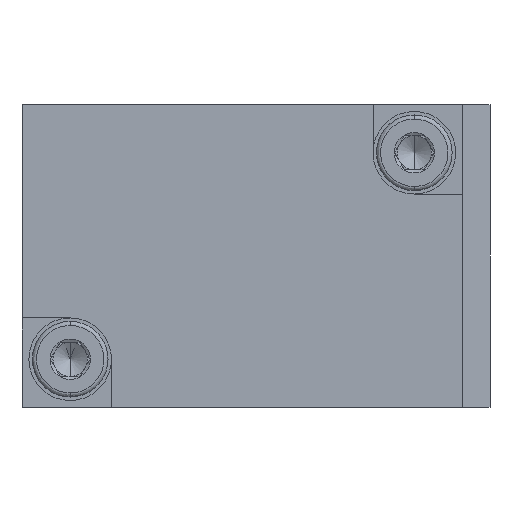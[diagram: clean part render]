
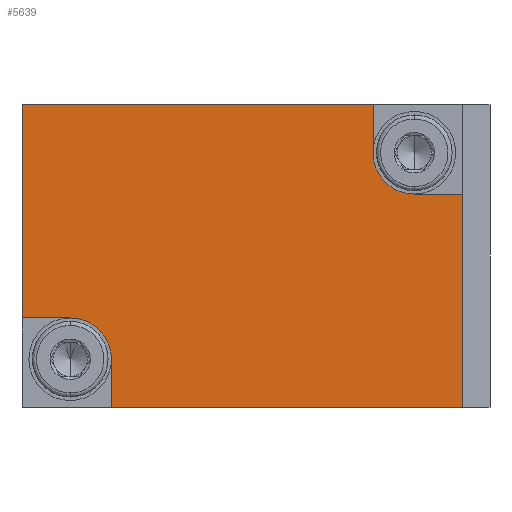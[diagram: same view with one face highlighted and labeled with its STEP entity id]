
A CAD part, front view. The second image highlights one B-rep face of the part: STEP entity #5639.
In plain terms, the highlighted planar face has unit normal (0, -1, 0).
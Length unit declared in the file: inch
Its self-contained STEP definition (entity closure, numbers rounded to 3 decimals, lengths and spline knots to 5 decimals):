
#92 = VERTEX_POINT ( 'NONE', #7386 ) ;
#374 = VERTEX_POINT ( 'NONE', #2939 ) ;
#375 = ORIENTED_EDGE ( 'NONE', *, *, #4144, .F. ) ;
#579 = VERTEX_POINT ( 'NONE', #6163 ) ;
#609 = DIRECTION ( 'NONE',  ( 0., 0., 1. ) ) ;
#627 = EDGE_CURVE ( 'NONE', #4428, #1154, #5843, .T. ) ;
#628 = CARTESIAN_POINT ( 'NONE',  ( 0.49213, 0., 0.72835 ) ) ;
#695 = CARTESIAN_POINT ( 'NONE',  ( -0.37402, 0., 0. ) ) ;
#701 = ORIENTED_EDGE ( 'NONE', *, *, #7004, .T. ) ;
#1018 = CIRCLE ( 'NONE', #3325, 0.11811 ) ;
#1019 = DIRECTION ( 'NONE',  ( -1., 0., 0. ) ) ;
#1145 = ORIENTED_EDGE ( 'NONE', *, *, #1172, .F. ) ;
#1154 = VERTEX_POINT ( 'NONE', #2022 ) ;
#1172 = EDGE_CURVE ( 'NONE', #92, #579, #1018, .T. ) ;
#1705 = CARTESIAN_POINT ( 'NONE',  ( 0.62992, 0., 0.86614 ) ) ;
#1861 = DIRECTION ( 'NONE',  ( 0., 0., -1. ) ) ;
#1879 = CARTESIAN_POINT ( 'NONE',  ( 0.62992, 0., 0. ) ) ;
#1940 = VECTOR ( 'NONE', #609, 39.37008 ) ;
#2022 = CARTESIAN_POINT ( 'NONE',  ( 0.62992, 0., 0. ) ) ;
#2104 = EDGE_LOOP ( 'NONE', ( #6086, #375, #701, #2912, #7649, #1145, #7280, #2324, #7049, #6189 ) ) ;
#2324 = ORIENTED_EDGE ( 'NONE', *, *, #627, .T. ) ;
#2348 = AXIS2_PLACEMENT_3D ( 'NONE', #1879, #4329, #3713 ) ;
#2433 = PLANE ( 'NONE',  #2348 ) ;
#2559 = VERTEX_POINT ( 'NONE', #7587 ) ;
#2747 = VECTOR ( 'NONE', #1019, 39.37008 ) ;
#2794 = EDGE_CURVE ( 'NONE', #5739, #2559, #6543, .T. ) ;
#2912 = ORIENTED_EDGE ( 'NONE', *, *, #3443, .T. ) ;
#2930 = VECTOR ( 'NONE', #3954, 39.37008 ) ;
#2939 = CARTESIAN_POINT ( 'NONE',  ( 0.37402, 0., 0.86614 ) ) ;
#3018 = LINE ( 'NONE', #5472, #5138 ) ;
#3076 = VECTOR ( 'NONE', #1861, 39.37008 ) ;
#3189 = EDGE_CURVE ( 'NONE', #2559, #7370, #3018, .T. ) ;
#3325 = AXIS2_PLACEMENT_3D ( 'NONE', #4470, #4096, #7089 ) ;
#3372 = EDGE_CURVE ( 'NONE', #4428, #92, #4273, .T. ) ;
#3443 = EDGE_CURVE ( 'NONE', #3780, #3956, #7323, .T. ) ;
#3713 = DIRECTION ( 'NONE',  ( 0., 0., -1. ) ) ;
#3780 = VERTEX_POINT ( 'NONE', #7355 ) ;
#3796 = CARTESIAN_POINT ( 'NONE',  ( 0.37402, 0., 0. ) ) ;
#3954 = DIRECTION ( 'NONE',  ( 1., 0., 0. ) ) ;
#3956 = VERTEX_POINT ( 'NONE', #5324 ) ;
#4096 = DIRECTION ( 'NONE',  ( 0., -1., 0. ) ) ;
#4144 = EDGE_CURVE ( 'NONE', #374, #5739, #7449, .T. ) ;
#4273 = LINE ( 'NONE', #695, #1940 ) ;
#4329 = DIRECTION ( 'NONE',  ( 0., 1., 0. ) ) ;
#4428 = VERTEX_POINT ( 'NONE', #5591 ) ;
#4470 = CARTESIAN_POINT ( 'NONE',  ( -0.49213, 0., 0.1378 ) ) ;
#4735 = DIRECTION ( 'NONE',  ( -1., 0., 0. ) ) ;
#4751 = AXIS2_PLACEMENT_3D ( 'NONE', #628, #7301, #7420 ) ;
#4824 = VECTOR ( 'NONE', #6452, 39.37008 ) ;
#5063 = EDGE_CURVE ( 'NONE', #579, #3956, #5219, .T. ) ;
#5138 = VECTOR ( 'NONE', #7926, 39.37008 ) ;
#5204 = LINE ( 'NONE', #6522, #2747 ) ;
#5206 = LINE ( 'NONE', #1705, #4824 ) ;
#5219 = LINE ( 'NONE', #7786, #5676 ) ;
#5324 = CARTESIAN_POINT ( 'NONE',  ( -0.62992, 0., 0.25591 ) ) ;
#5404 = VECTOR ( 'NONE', #6243, 39.37008 ) ;
#5472 = CARTESIAN_POINT ( 'NONE',  ( 0.62992, 0., 0.61024 ) ) ;
#5564 = CARTESIAN_POINT ( 'NONE',  ( 0.37402, 0., 0.72835 ) ) ;
#5591 = CARTESIAN_POINT ( 'NONE',  ( -0.37402, 0., 0. ) ) ;
#5639 = ADVANCED_FACE ( 'NONE', ( #7932 ), #2433, .F. ) ;
#5676 = VECTOR ( 'NONE', #4735, 39.37008 ) ;
#5680 = CARTESIAN_POINT ( 'NONE',  ( 0.62992, 0., 0. ) ) ;
#5739 = VERTEX_POINT ( 'NONE', #5564 ) ;
#5750 = CARTESIAN_POINT ( 'NONE',  ( 0.62992, 0., 0.61024 ) ) ;
#5843 = LINE ( 'NONE', #5680, #2930 ) ;
#6086 = ORIENTED_EDGE ( 'NONE', *, *, #2794, .F. ) ;
#6163 = CARTESIAN_POINT ( 'NONE',  ( -0.49213, 0., 0.25591 ) ) ;
#6189 = ORIENTED_EDGE ( 'NONE', *, *, #3189, .F. ) ;
#6243 = DIRECTION ( 'NONE',  ( 0., 0., -1. ) ) ;
#6452 = DIRECTION ( 'NONE',  ( 0., 0., 1. ) ) ;
#6522 = CARTESIAN_POINT ( 'NONE',  ( -0.62992, 0., 0.86614 ) ) ;
#6543 = CIRCLE ( 'NONE', #4751, 0.11811 ) ;
#7004 = EDGE_CURVE ( 'NONE', #374, #3780, #5204, .T. ) ;
#7049 = ORIENTED_EDGE ( 'NONE', *, *, #7942, .T. ) ;
#7089 = DIRECTION ( 'NONE',  ( 0., 0., 1. ) ) ;
#7280 = ORIENTED_EDGE ( 'NONE', *, *, #3372, .F. ) ;
#7301 = DIRECTION ( 'NONE',  ( 0., -1., 0. ) ) ;
#7323 = LINE ( 'NONE', #7365, #3076 ) ;
#7355 = CARTESIAN_POINT ( 'NONE',  ( -0.62992, 0., 0.86614 ) ) ;
#7365 = CARTESIAN_POINT ( 'NONE',  ( -0.62992, 0., 0. ) ) ;
#7370 = VERTEX_POINT ( 'NONE', #5750 ) ;
#7386 = CARTESIAN_POINT ( 'NONE',  ( -0.37402, 0., 0.1378 ) ) ;
#7420 = DIRECTION ( 'NONE',  ( 0., 0., 1. ) ) ;
#7449 = LINE ( 'NONE', #3796, #5404 ) ;
#7587 = CARTESIAN_POINT ( 'NONE',  ( 0.49213, 0., 0.61024 ) ) ;
#7649 = ORIENTED_EDGE ( 'NONE', *, *, #5063, .F. ) ;
#7786 = CARTESIAN_POINT ( 'NONE',  ( -0.62992, 0., 0.25591 ) ) ;
#7926 = DIRECTION ( 'NONE',  ( 1., 0., 0. ) ) ;
#7932 = FACE_OUTER_BOUND ( 'NONE', #2104, .T. ) ;
#7942 = EDGE_CURVE ( 'NONE', #1154, #7370, #5206, .T. ) ;
